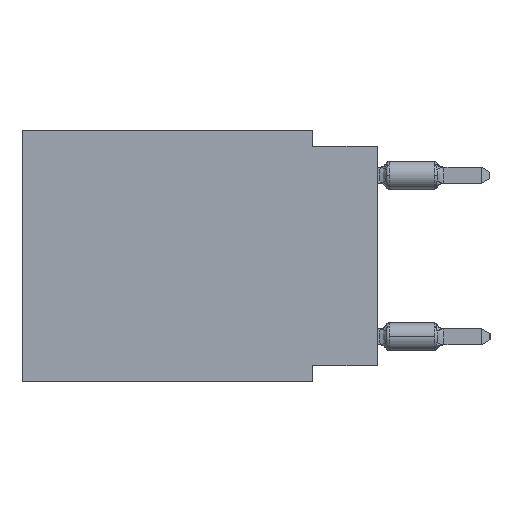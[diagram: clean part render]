
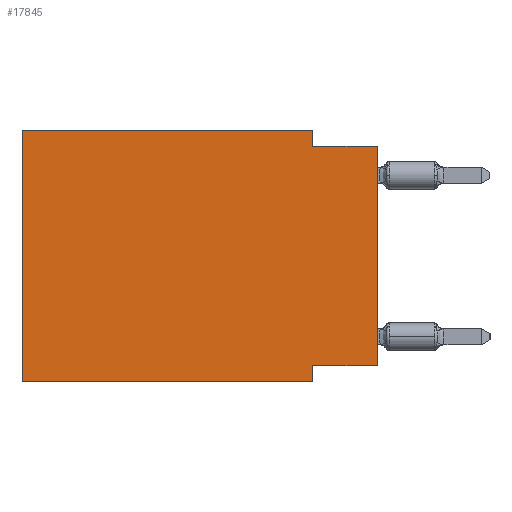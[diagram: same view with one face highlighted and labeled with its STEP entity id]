
A CAD part, left-side view. The second image highlights one B-rep face of the part: STEP entity #17845.
In plain terms, the highlighted planar face has unit normal (-1, 0, 0).
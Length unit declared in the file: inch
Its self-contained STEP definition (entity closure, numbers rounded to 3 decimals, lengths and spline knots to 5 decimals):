
#21 = VECTOR ( 'NONE', #24116, 39.37008 ) ;
#40 = DIRECTION ( 'NONE',  ( 0., 0., 1. ) ) ;
#251 = VERTEX_POINT ( 'NONE', #5380 ) ;
#308 = ORIENTED_EDGE ( 'NONE', *, *, #13127, .T. ) ;
#394 = EDGE_CURVE ( 'NONE', #15921, #23758, #21787, .T. ) ;
#430 = EDGE_CURVE ( 'NONE', #15528, #17843, #23857, .T. ) ;
#1324 = DIRECTION ( 'NONE',  ( 0., -1., 0. ) ) ;
#1485 = EDGE_CURVE ( 'NONE', #15023, #18380, #25543, .T. ) ;
#1785 = CARTESIAN_POINT ( 'NONE',  ( 0., 0.55, -0.39 ) ) ;
#2231 = ORIENTED_EDGE ( 'NONE', *, *, #430, .T. ) ;
#2580 = ORIENTED_EDGE ( 'NONE', *, *, #12460, .F. ) ;
#3344 = VECTOR ( 'NONE', #40, 39.37008 ) ;
#4250 = DIRECTION ( 'NONE',  ( 0., 1., 0. ) ) ;
#5380 = CARTESIAN_POINT ( 'NONE',  ( 0., 0.1, -0.025 ) ) ;
#5453 = DIRECTION ( 'NONE',  ( 0., 0., -1. ) ) ;
#6513 = VECTOR ( 'NONE', #7844, 39.37008 ) ;
#6665 = VERTEX_POINT ( 'NONE', #13334 ) ;
#6667 = DIRECTION ( 'NONE',  ( 0., 0., -1. ) ) ;
#7528 = CARTESIAN_POINT ( 'NONE',  ( 0., 0.55, 0. ) ) ;
#7844 = DIRECTION ( 'NONE',  ( 0., -1., 0. ) ) ;
#8998 = CARTESIAN_POINT ( 'NONE',  ( 0., 0., -0.365 ) ) ;
#9219 = CARTESIAN_POINT ( 'NONE',  ( 0., 0.55, 0. ) ) ;
#9226 = VECTOR ( 'NONE', #22414, 39.37008 ) ;
#9636 = LINE ( 'NONE', #17249, #22478 ) ;
#9677 = CARTESIAN_POINT ( 'NONE',  ( 0., 0.55, 0. ) ) ;
#10671 = VECTOR ( 'NONE', #6667, 39.37008 ) ;
#10794 = VECTOR ( 'NONE', #11348, 39.37008 ) ;
#11348 = DIRECTION ( 'NONE',  ( 0., 0., -1. ) ) ;
#11970 = CARTESIAN_POINT ( 'NONE',  ( 0., 0.55, 0. ) ) ;
#12371 = CARTESIAN_POINT ( 'NONE',  ( 0., 0.1, 0. ) ) ;
#12460 = EDGE_CURVE ( 'NONE', #15528, #15023, #24159, .T. ) ;
#12961 = ORIENTED_EDGE ( 'NONE', *, *, #22917, .F. ) ;
#12972 = FACE_OUTER_BOUND ( 'NONE', #22641, .T. ) ;
#12976 = CARTESIAN_POINT ( 'NONE',  ( 0., 0., -0.025 ) ) ;
#13127 = EDGE_CURVE ( 'NONE', #15921, #18380, #9636, .T. ) ;
#13334 = CARTESIAN_POINT ( 'NONE',  ( 0., 0.1, 0. ) ) ;
#13572 = ORIENTED_EDGE ( 'NONE', *, *, #19340, .F. ) ;
#14047 = CARTESIAN_POINT ( 'NONE',  ( 0., 0., 0. ) ) ;
#14313 = LINE ( 'NONE', #12371, #10671 ) ;
#14466 = CARTESIAN_POINT ( 'NONE',  ( 0., 0.1, -0.365 ) ) ;
#15023 = VERTEX_POINT ( 'NONE', #14466 ) ;
#15162 = CARTESIAN_POINT ( 'NONE',  ( 0., 0., -0.025 ) ) ;
#15528 = VERTEX_POINT ( 'NONE', #8998 ) ;
#15585 = ORIENTED_EDGE ( 'NONE', *, *, #23150, .F. ) ;
#15894 = CARTESIAN_POINT ( 'NONE',  ( 0., 0.1, -0.39 ) ) ;
#15921 = VERTEX_POINT ( 'NONE', #1785 ) ;
#16340 = LINE ( 'NONE', #12976, #9226 ) ;
#17249 = CARTESIAN_POINT ( 'NONE',  ( 0., 0.55, -0.39 ) ) ;
#17843 = VERTEX_POINT ( 'NONE', #15162 ) ;
#17845 = ADVANCED_FACE ( 'NONE', ( #12972 ), #20843, .F. ) ;
#17971 = ORIENTED_EDGE ( 'NONE', *, *, #1485, .F. ) ;
#18380 = VERTEX_POINT ( 'NONE', #15894 ) ;
#19340 = EDGE_CURVE ( 'NONE', #251, #17843, #16340, .T. ) ;
#20843 = PLANE ( 'NONE',  #22357 ) ;
#21537 = CARTESIAN_POINT ( 'NONE',  ( 0., 0.1, -0.39 ) ) ;
#21787 = LINE ( 'NONE', #11970, #21 ) ;
#22357 = AXIS2_PLACEMENT_3D ( 'NONE', #9219, #23029, #5453 ) ;
#22414 = DIRECTION ( 'NONE',  ( 0., -1., 0. ) ) ;
#22478 = VECTOR ( 'NONE', #1324, 39.37008 ) ;
#22641 = EDGE_LOOP ( 'NONE', ( #2231, #13572, #15585, #12961, #23135, #308, #17971, #2580 ) ) ;
#22917 = EDGE_CURVE ( 'NONE', #23758, #6665, #25178, .T. ) ;
#23029 = DIRECTION ( 'NONE',  ( 1., 0., 0. ) ) ;
#23135 = ORIENTED_EDGE ( 'NONE', *, *, #394, .F. ) ;
#23150 = EDGE_CURVE ( 'NONE', #6665, #251, #14313, .T. ) ;
#23758 = VERTEX_POINT ( 'NONE', #7528 ) ;
#23857 = LINE ( 'NONE', #14047, #3344 ) ;
#24035 = CARTESIAN_POINT ( 'NONE',  ( 0., 0., -0.365 ) ) ;
#24116 = DIRECTION ( 'NONE',  ( 0., 0., 1. ) ) ;
#24159 = LINE ( 'NONE', #24035, #24928 ) ;
#24928 = VECTOR ( 'NONE', #4250, 39.37008 ) ;
#25178 = LINE ( 'NONE', #9677, #6513 ) ;
#25543 = LINE ( 'NONE', #21537, #10794 ) ;
